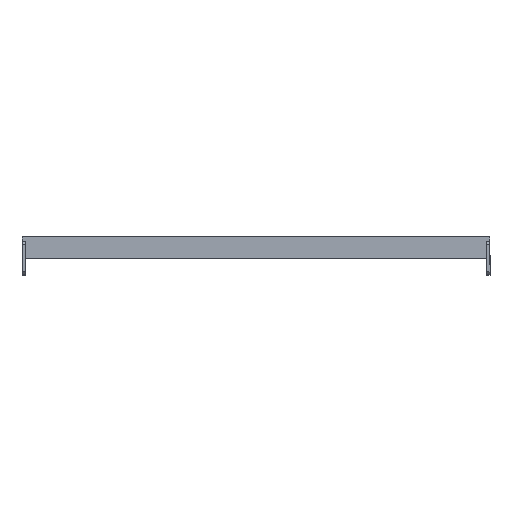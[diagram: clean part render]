
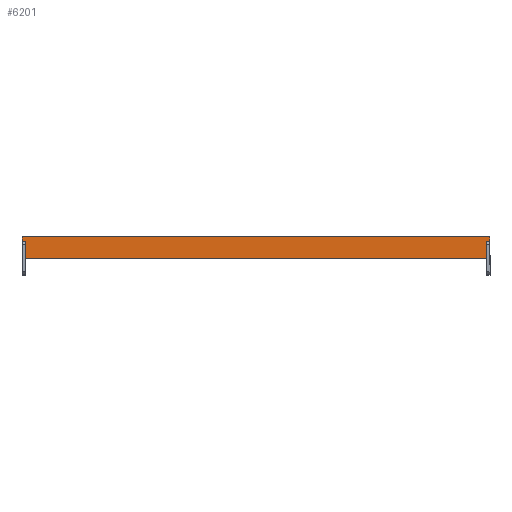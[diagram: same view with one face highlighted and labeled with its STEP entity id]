
A CAD part, top view. The second image highlights one B-rep face of the part: STEP entity #6201.
In plain terms, the highlighted planar face has unit normal (0, 0, 1).
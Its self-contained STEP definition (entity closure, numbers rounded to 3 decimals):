
#111 = LINE ( 'NONE', #1755, #5422 ) ;
#131 = CARTESIAN_POINT ( 'NONE',  ( 151.5, -3., 46. ) ) ;
#267 = ORIENTED_EDGE ( 'NONE', *, *, #897, .T. ) ;
#356 = LINE ( 'NONE', #3345, #6016 ) ;
#505 = CARTESIAN_POINT ( 'NONE',  ( -171.939, 0., 46. ) ) ;
#567 = CARTESIAN_POINT ( 'NONE',  ( -151.5, -3., 46. ) ) ;
#586 = EDGE_CURVE ( 'NONE', #626, #5593, #1209, .T. ) ;
#626 = VERTEX_POINT ( 'NONE', #2606 ) ;
#632 = VECTOR ( 'NONE', #1505, 1000. ) ;
#790 = LINE ( 'NONE', #567, #3531 ) ;
#794 = VECTOR ( 'NONE', #1228, 1000. ) ;
#897 = EDGE_CURVE ( 'NONE', #4743, #1231, #2157, .T. ) ;
#903 = LINE ( 'NONE', #6568, #4857 ) ;
#1043 = LINE ( 'NONE', #131, #6377 ) ;
#1182 = EDGE_CURVE ( 'NONE', #1465, #1526, #790, .T. ) ;
#1209 = LINE ( 'NONE', #505, #632 ) ;
#1228 = DIRECTION ( 'NONE',  ( 1., 0., 0. ) ) ;
#1231 = VERTEX_POINT ( 'NONE', #5154 ) ;
#1259 = ORIENTED_EDGE ( 'NONE', *, *, #586, .F. ) ;
#1315 = PLANE ( 'NONE',  #1451 ) ;
#1409 = CARTESIAN_POINT ( 'NONE',  ( 153.5, 0., 46. ) ) ;
#1410 = CARTESIAN_POINT ( 'NONE',  ( -153.5, -3., 46. ) ) ;
#1451 = AXIS2_PLACEMENT_3D ( 'NONE', #5918, #2822, #1808 ) ;
#1465 = VERTEX_POINT ( 'NONE', #3333 ) ;
#1505 = DIRECTION ( 'NONE',  ( 1., 0., 0. ) ) ;
#1526 = VERTEX_POINT ( 'NONE', #1410 ) ;
#1755 = CARTESIAN_POINT ( 'NONE',  ( 151.5, 0., 46. ) ) ;
#1808 = DIRECTION ( 'NONE',  ( 0., 1., 0. ) ) ;
#1900 = CARTESIAN_POINT ( 'NONE',  ( -153.5, 0., 46. ) ) ;
#2157 = LINE ( 'NONE', #4314, #794 ) ;
#2232 = ORIENTED_EDGE ( 'NONE', *, *, #5453, .F. ) ;
#2606 = CARTESIAN_POINT ( 'NONE',  ( -153.5, 0., 46. ) ) ;
#2667 = DIRECTION ( 'NONE',  ( -1., 0., 0. ) ) ;
#2822 = DIRECTION ( 'NONE',  ( 0., 0., -1. ) ) ;
#3139 = DIRECTION ( 'NONE',  ( -1., 0., 0. ) ) ;
#3333 = CARTESIAN_POINT ( 'NONE',  ( -151.5, -3., 46. ) ) ;
#3345 = CARTESIAN_POINT ( 'NONE',  ( -151.5, 0., 46. ) ) ;
#3417 = CARTESIAN_POINT ( 'NONE',  ( 151.5, -3., 46. ) ) ;
#3531 = VECTOR ( 'NONE', #3139, 1000. ) ;
#3552 = FACE_OUTER_BOUND ( 'NONE', #5098, .T. ) ;
#3577 = EDGE_CURVE ( 'NONE', #6458, #5009, #1043, .T. ) ;
#3836 = EDGE_CURVE ( 'NONE', #626, #1526, #5211, .T. ) ;
#3988 = DIRECTION ( 'NONE',  ( 0., 1., 0. ) ) ;
#4261 = ORIENTED_EDGE ( 'NONE', *, *, #4931, .F. ) ;
#4314 = CARTESIAN_POINT ( 'NONE',  ( -171.939, -14., 46. ) ) ;
#4743 = VERTEX_POINT ( 'NONE', #4771 ) ;
#4771 = CARTESIAN_POINT ( 'NONE',  ( -151.5, -14., 46. ) ) ;
#4857 = VECTOR ( 'NONE', #6638, 1000. ) ;
#4866 = ORIENTED_EDGE ( 'NONE', *, *, #3577, .F. ) ;
#4904 = ORIENTED_EDGE ( 'NONE', *, *, #3836, .T. ) ;
#4931 = EDGE_CURVE ( 'NONE', #4743, #1465, #356, .T. ) ;
#5009 = VERTEX_POINT ( 'NONE', #3417 ) ;
#5098 = EDGE_LOOP ( 'NONE', ( #2232, #4866, #5476, #1259, #4904, #6415, #4261, #267 ) ) ;
#5154 = CARTESIAN_POINT ( 'NONE',  ( 151.5, -14., 46. ) ) ;
#5211 = LINE ( 'NONE', #1900, #6622 ) ;
#5422 = VECTOR ( 'NONE', #5431, 1000. ) ;
#5431 = DIRECTION ( 'NONE',  ( 0., -1., 0. ) ) ;
#5453 = EDGE_CURVE ( 'NONE', #5009, #1231, #111, .T. ) ;
#5476 = ORIENTED_EDGE ( 'NONE', *, *, #6296, .F. ) ;
#5593 = VERTEX_POINT ( 'NONE', #1409 ) ;
#5682 = CARTESIAN_POINT ( 'NONE',  ( 153.5, -3., 46. ) ) ;
#5918 = CARTESIAN_POINT ( 'NONE',  ( 0., 0., 46. ) ) ;
#6016 = VECTOR ( 'NONE', #3988, 1000. ) ;
#6088 = DIRECTION ( 'NONE',  ( 0., -1., 0. ) ) ;
#6201 = ADVANCED_FACE ( 'NONE', ( #3552 ), #1315, .F. ) ;
#6296 = EDGE_CURVE ( 'NONE', #5593, #6458, #903, .T. ) ;
#6377 = VECTOR ( 'NONE', #2667, 1000. ) ;
#6415 = ORIENTED_EDGE ( 'NONE', *, *, #1182, .F. ) ;
#6458 = VERTEX_POINT ( 'NONE', #5682 ) ;
#6568 = CARTESIAN_POINT ( 'NONE',  ( 153.5, 0., 46. ) ) ;
#6622 = VECTOR ( 'NONE', #6088, 1000. ) ;
#6638 = DIRECTION ( 'NONE',  ( 0., -1., 0. ) ) ;
